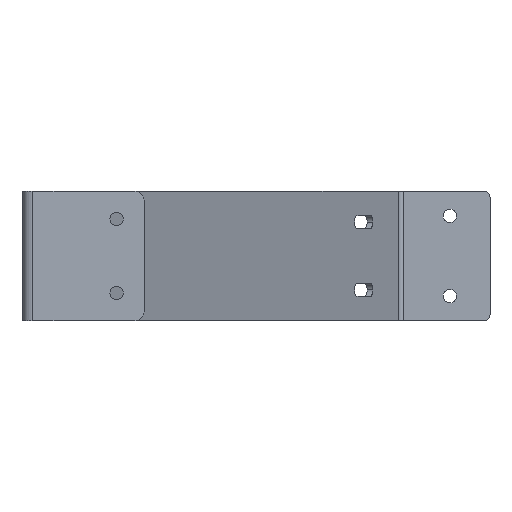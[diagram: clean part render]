
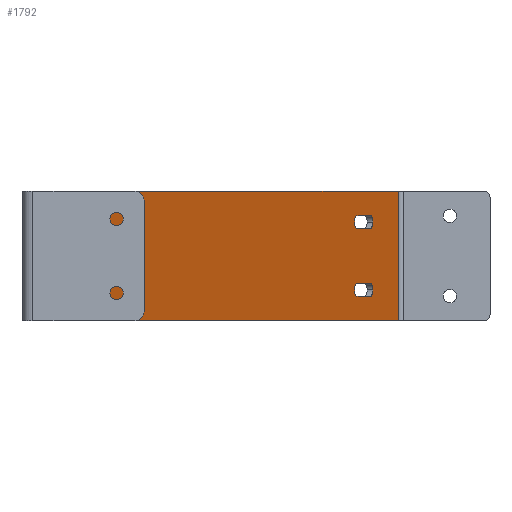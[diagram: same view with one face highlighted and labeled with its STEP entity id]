
A CAD part, front view. The second image highlights one B-rep face of the part: STEP entity #1792.
In plain terms, the highlighted planar face has unit normal (0.931, -0.364, 0).
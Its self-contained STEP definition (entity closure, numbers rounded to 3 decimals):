
#29 = DIRECTION ( 'NONE',  ( 0., 0., -1. ) ) ;
#32 = CARTESIAN_POINT ( 'NONE',  ( -48.562, 276.137, 29.9 ) ) ;
#63 = VERTEX_POINT ( 'NONE', #287 ) ;
#107 = DIRECTION ( 'NONE',  ( 0.931, -0.364, 0. ) ) ;
#115 = CARTESIAN_POINT ( 'NONE',  ( -44.194, 287.314, 12.1 ) ) ;
#151 = EDGE_LOOP ( 'NONE', ( #1264, #619, #1268, #694, #1185 ) ) ;
#153 = CARTESIAN_POINT ( 'NONE',  ( -48.562, 276.137, 10. ) ) ;
#172 = EDGE_CURVE ( 'NONE', #1042, #1624, #416, .T. ) ;
#183 = ORIENTED_EDGE ( 'NONE', *, *, #1307, .F. ) ;
#203 = ORIENTED_EDGE ( 'NONE', *, *, #271, .F. ) ;
#211 = VECTOR ( 'NONE', #1599, 1000. ) ;
#219 = ORIENTED_EDGE ( 'NONE', *, *, #633, .F. ) ;
#254 = DIRECTION ( 'NONE',  ( 0.364, 0.931, 0. ) ) ;
#267 = DIRECTION ( 'NONE',  ( 0.931, -0.364, 0. ) ) ;
#271 = EDGE_CURVE ( 'NONE', #1042, #63, #1782, .T. ) ;
#276 = VERTEX_POINT ( 'NONE', #32 ) ;
#287 = CARTESIAN_POINT ( 'NONE',  ( -35.24, 310.226, 0. ) ) ;
#291 = CIRCLE ( 'NONE', #1236, 2.1 ) ;
#330 = CIRCLE ( 'NONE', #1117, 2.1 ) ;
#379 = VERTEX_POINT ( 'NONE', #1089 ) ;
#384 = CIRCLE ( 'NONE', #1218, 2.1 ) ;
#388 = DIRECTION ( 'NONE',  ( 0.364, 0.931, 0. ) ) ;
#401 = VERTEX_POINT ( 'NONE', #967 ) ;
#416 = LINE ( 'NONE', #723, #1109 ) ;
#427 = VERTEX_POINT ( 'NONE', #1251 ) ;
#434 = AXIS2_PLACEMENT_3D ( 'NONE', #1785, #1791, #1484 ) ;
#445 = EDGE_LOOP ( 'NONE', ( #1312, #219, #565, #183, #1096 ) ) ;
#473 = DIRECTION ( 'NONE',  ( 0.364, 0.931, 0. ) ) ;
#478 = DIRECTION ( 'NONE',  ( 0.931, -0.364, 0. ) ) ;
#486 = EDGE_CURVE ( 'NONE', #63, #1137, #1798, .T. ) ;
#491 = PLANE ( 'NONE',  #434 ) ;
#522 = VERTEX_POINT ( 'NONE', #687 ) ;
#531 = LINE ( 'NONE', #1710, #1399 ) ;
#557 = DIRECTION ( 'NONE',  ( -0.364, -0.931, 0. ) ) ;
#565 = ORIENTED_EDGE ( 'NONE', *, *, #1432, .F. ) ;
#612 = ORIENTED_EDGE ( 'NONE', *, *, #172, .T. ) ;
#619 = ORIENTED_EDGE ( 'NONE', *, *, #1708, .F. ) ;
#623 = ORIENTED_EDGE ( 'NONE', *, *, #486, .F. ) ;
#627 = CARTESIAN_POINT ( 'NONE',  ( -44.194, 287.314, 7.9 ) ) ;
#633 = EDGE_CURVE ( 'NONE', #427, #379, #1020, .T. ) ;
#638 = CARTESIAN_POINT ( 'NONE',  ( -154.897, 4.046, 0. ) ) ;
#687 = CARTESIAN_POINT ( 'NONE',  ( -44.194, 287.314, 29.9 ) ) ;
#694 = ORIENTED_EDGE ( 'NONE', *, *, #1738, .F. ) ;
#696 = DIRECTION ( 'NONE',  ( 0.364, 0.931, 0. ) ) ;
#705 = VECTOR ( 'NONE', #1526, 1000. ) ;
#706 = DIRECTION ( 'NONE',  ( -0.364, -0.931, 0. ) ) ;
#714 = EDGE_CURVE ( 'NONE', #926, #401, #291, .T. ) ;
#723 = CARTESIAN_POINT ( 'NONE',  ( -35.24, 310.226, 42. ) ) ;
#728 = FACE_BOUND ( 'NONE', #445, .T. ) ;
#756 = CARTESIAN_POINT ( 'NONE',  ( -44.194, 287.314, 29.9 ) ) ;
#761 = VECTOR ( 'NONE', #706, 1000. ) ;
#785 = CARTESIAN_POINT ( 'NONE',  ( -44.194, 287.314, 34.1 ) ) ;
#796 = CARTESIAN_POINT ( 'NONE',  ( -44.194, 287.314, 10. ) ) ;
#797 = LINE ( 'NONE', #756, #1210 ) ;
#799 = CIRCLE ( 'NONE', #1749, 2.1 ) ;
#818 = FACE_OUTER_BOUND ( 'NONE', #1201, .T. ) ;
#822 = CARTESIAN_POINT ( 'NONE',  ( -44.194, 287.314, 32. ) ) ;
#824 = AXIS2_PLACEMENT_3D ( 'NONE', #153, #1546, #696 ) ;
#919 = DIRECTION ( 'NONE',  ( 0.931, -0.364, 0. ) ) ;
#926 = VERTEX_POINT ( 'NONE', #1714 ) ;
#943 = ORIENTED_EDGE ( 'NONE', *, *, #1511, .T. ) ;
#967 = CARTESIAN_POINT ( 'NONE',  ( -44.194, 287.314, 34.1 ) ) ;
#1007 = VERTEX_POINT ( 'NONE', #1610 ) ;
#1014 = VERTEX_POINT ( 'NONE', #1583 ) ;
#1020 = LINE ( 'NONE', #627, #211 ) ;
#1036 = LINE ( 'NONE', #115, #705 ) ;
#1042 = VERTEX_POINT ( 'NONE', #1756 ) ;
#1052 = AXIS2_PLACEMENT_3D ( 'NONE', #796, #478, #1504 ) ;
#1089 = CARTESIAN_POINT ( 'NONE',  ( -44.194, 287.314, 7.9 ) ) ;
#1096 = ORIENTED_EDGE ( 'NONE', *, *, #1144, .F. ) ;
#1109 = VECTOR ( 'NONE', #557, 1000. ) ;
#1117 = AXIS2_PLACEMENT_3D ( 'NONE', #1372, #107, #254 ) ;
#1137 = VERTEX_POINT ( 'NONE', #638 ) ;
#1144 = EDGE_CURVE ( 'NONE', #1014, #1334, #1376, .T. ) ;
#1174 = CARTESIAN_POINT ( 'NONE',  ( -154.897, 4.046, 42. ) ) ;
#1185 = ORIENTED_EDGE ( 'NONE', *, *, #714, .F. ) ;
#1189 = LINE ( 'NONE', #785, #1614 ) ;
#1199 = EDGE_CURVE ( 'NONE', #522, #926, #799, .T. ) ;
#1201 = EDGE_LOOP ( 'NONE', ( #623, #203, #612, #943 ) ) ;
#1210 = VECTOR ( 'NONE', #1613, 1000. ) ;
#1216 = CARTESIAN_POINT ( 'NONE',  ( -44.194, 287.314, 12.1 ) ) ;
#1218 = AXIS2_PLACEMENT_3D ( 'NONE', #1606, #1751, #1765 ) ;
#1236 = AXIS2_PLACEMENT_3D ( 'NONE', #822, #267, #388 ) ;
#1251 = CARTESIAN_POINT ( 'NONE',  ( -48.562, 276.137, 7.9 ) ) ;
#1264 = ORIENTED_EDGE ( 'NONE', *, *, #1199, .F. ) ;
#1267 = EDGE_CURVE ( 'NONE', #1286, #276, #330, .T. ) ;
#1268 = ORIENTED_EDGE ( 'NONE', *, *, #1267, .F. ) ;
#1286 = VERTEX_POINT ( 'NONE', #1391 ) ;
#1295 = CARTESIAN_POINT ( 'NONE',  ( -35.24, 310.226, 42. ) ) ;
#1307 = EDGE_CURVE ( 'NONE', #1334, #1007, #1036, .T. ) ;
#1312 = ORIENTED_EDGE ( 'NONE', *, *, #1665, .F. ) ;
#1334 = VERTEX_POINT ( 'NONE', #1216 ) ;
#1372 = CARTESIAN_POINT ( 'NONE',  ( -48.562, 276.137, 32. ) ) ;
#1376 = CIRCLE ( 'NONE', #1052, 2.1 ) ;
#1391 = CARTESIAN_POINT ( 'NONE',  ( -48.562, 276.137, 34.1 ) ) ;
#1399 = VECTOR ( 'NONE', #29, 1000. ) ;
#1404 = VECTOR ( 'NONE', #1578, 1000. ) ;
#1432 = EDGE_CURVE ( 'NONE', #1007, #427, #1773, .T. ) ;
#1484 = DIRECTION ( 'NONE',  ( 0.364, 0.931, 0. ) ) ;
#1504 = DIRECTION ( 'NONE',  ( 0.364, 0.931, 0. ) ) ;
#1511 = EDGE_CURVE ( 'NONE', #1624, #1137, #531, .T. ) ;
#1526 = DIRECTION ( 'NONE',  ( -0.364, -0.931, 0. ) ) ;
#1546 = DIRECTION ( 'NONE',  ( 0.931, -0.364, 0. ) ) ;
#1564 = CARTESIAN_POINT ( 'NONE',  ( -35.24, 310.226, 0. ) ) ;
#1570 = FACE_BOUND ( 'NONE', #151, .T. ) ;
#1578 = DIRECTION ( 'NONE',  ( 0., 0., -1. ) ) ;
#1583 = CARTESIAN_POINT ( 'NONE',  ( -43.43, 289.27, 10. ) ) ;
#1599 = DIRECTION ( 'NONE',  ( 0.364, 0.931, 0. ) ) ;
#1606 = CARTESIAN_POINT ( 'NONE',  ( -44.194, 287.314, 10. ) ) ;
#1610 = CARTESIAN_POINT ( 'NONE',  ( -48.562, 276.137, 12.1 ) ) ;
#1613 = DIRECTION ( 'NONE',  ( 0.364, 0.931, 0. ) ) ;
#1614 = VECTOR ( 'NONE', #1638, 1000. ) ;
#1624 = VERTEX_POINT ( 'NONE', #1174 ) ;
#1626 = CARTESIAN_POINT ( 'NONE',  ( -44.194, 287.314, 32. ) ) ;
#1638 = DIRECTION ( 'NONE',  ( -0.364, -0.931, 0. ) ) ;
#1665 = EDGE_CURVE ( 'NONE', #379, #1014, #384, .T. ) ;
#1708 = EDGE_CURVE ( 'NONE', #276, #522, #797, .T. ) ;
#1710 = CARTESIAN_POINT ( 'NONE',  ( -154.897, 4.046, 42. ) ) ;
#1714 = CARTESIAN_POINT ( 'NONE',  ( -43.43, 289.27, 32. ) ) ;
#1738 = EDGE_CURVE ( 'NONE', #401, #1286, #1189, .T. ) ;
#1749 = AXIS2_PLACEMENT_3D ( 'NONE', #1626, #919, #473 ) ;
#1751 = DIRECTION ( 'NONE',  ( 0.931, -0.364, 0. ) ) ;
#1756 = CARTESIAN_POINT ( 'NONE',  ( -35.24, 310.226, 42. ) ) ;
#1765 = DIRECTION ( 'NONE',  ( 0.364, 0.931, 0. ) ) ;
#1773 = CIRCLE ( 'NONE', #824, 2.1 ) ;
#1782 = LINE ( 'NONE', #1295, #1404 ) ;
#1785 = CARTESIAN_POINT ( 'NONE',  ( -35.24, 310.226, 42. ) ) ;
#1791 = DIRECTION ( 'NONE',  ( 0.931, -0.364, 0. ) ) ;
#1792 = ADVANCED_FACE ( 'NONE', ( #1570, #728, #818 ), #491, .T. ) ;
#1798 = LINE ( 'NONE', #1564, #761 ) ;
